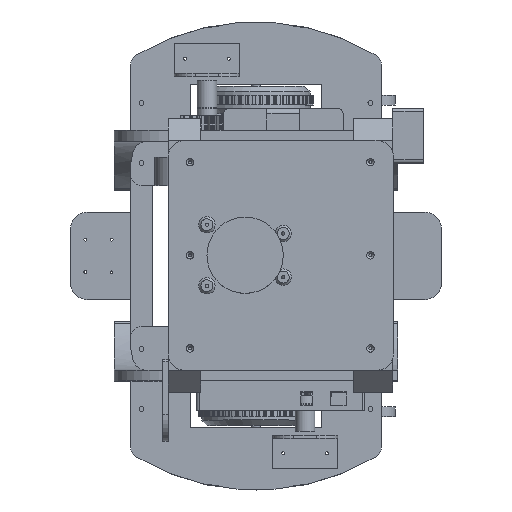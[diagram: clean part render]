
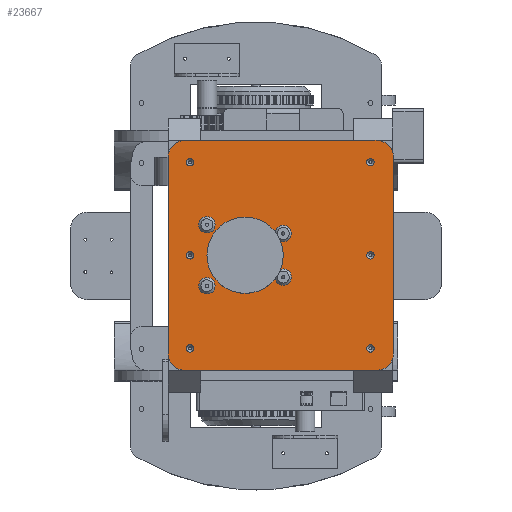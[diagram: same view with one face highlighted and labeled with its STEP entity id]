
A CAD part, top view. The second image highlights one B-rep face of the part: STEP entity #23667.
In plain terms, the highlighted planar face has unit normal (0, 0, 1).
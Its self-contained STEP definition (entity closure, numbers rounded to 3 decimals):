
#578=FACE_BOUND('',#3740,.T.);
#579=FACE_BOUND('',#3741,.T.);
#580=FACE_BOUND('',#3742,.T.);
#581=FACE_BOUND('',#3743,.T.);
#582=FACE_BOUND('',#3744,.T.);
#583=FACE_BOUND('',#3745,.T.);
#584=FACE_BOUND('',#3746,.T.);
#585=FACE_BOUND('',#3747,.T.);
#586=FACE_BOUND('',#3748,.T.);
#587=FACE_BOUND('',#3749,.T.);
#1153=PLANE('',#25923);
#2318=FACE_OUTER_BOUND('',#3739,.T.);
#3739=EDGE_LOOP('',(#21063,#21064,#21065,#21066,#21067,#21068,#21069,#21070));
#3740=EDGE_LOOP('',(#21071));
#3741=EDGE_LOOP('',(#21072));
#3742=EDGE_LOOP('',(#21073));
#3743=EDGE_LOOP('',(#21074));
#3744=EDGE_LOOP('',(#21075));
#3745=EDGE_LOOP('',(#21076));
#3746=EDGE_LOOP('',(#21077));
#3747=EDGE_LOOP('',(#21078));
#3748=EDGE_LOOP('',(#21079));
#3749=EDGE_LOOP('',(#21080));
#5779=LINE('',#43878,#7825);
#5782=LINE('',#43884,#7828);
#5783=LINE('',#43888,#7829);
#5784=LINE('',#43892,#7830);
#7825=VECTOR('',#32073,10.);
#7828=VECTOR('',#32078,10.);
#7829=VECTOR('',#32081,10.);
#7830=VECTOR('',#32084,10.);
#9120=CIRCLE('',#25887,7.5);
#9124=CIRCLE('',#25894,7.5);
#9128=CIRCLE('',#25901,7.5);
#9132=CIRCLE('',#25908,7.5);
#9138=CIRCLE('',#25920,15.);
#9140=CIRCLE('',#25924,15.);
#9141=CIRCLE('',#25925,15.);
#9142=CIRCLE('',#25926,15.);
#9143=CIRCLE('',#25927,3.4);
#9144=CIRCLE('',#25928,3.4);
#9145=CIRCLE('',#25929,3.4);
#9146=CIRCLE('',#25930,3.4);
#9147=CIRCLE('',#25931,3.4);
#9148=CIRCLE('',#25932,3.4);
#11289=VERTEX_POINT('',#43806);
#11293=VERTEX_POINT('',#43819);
#11297=VERTEX_POINT('',#43832);
#11301=VERTEX_POINT('',#43845);
#11307=VERTEX_POINT('',#43868);
#11308=VERTEX_POINT('',#43869);
#11311=VERTEX_POINT('',#43877);
#11313=VERTEX_POINT('',#43883);
#11314=VERTEX_POINT('',#43885);
#11315=VERTEX_POINT('',#43887);
#11316=VERTEX_POINT('',#43889);
#11317=VERTEX_POINT('',#43891);
#11318=VERTEX_POINT('',#43894);
#11319=VERTEX_POINT('',#43896);
#11320=VERTEX_POINT('',#43898);
#11321=VERTEX_POINT('',#43900);
#11322=VERTEX_POINT('',#43902);
#11323=VERTEX_POINT('',#43904);
#14577=EDGE_CURVE('',#11289,#11289,#9120,.T.);
#14583=EDGE_CURVE('',#11293,#11293,#9124,.T.);
#14589=EDGE_CURVE('',#11297,#11297,#9128,.T.);
#14595=EDGE_CURVE('',#11301,#11301,#9132,.T.);
#14605=EDGE_CURVE('',#11307,#11308,#9138,.T.);
#14609=EDGE_CURVE('',#11311,#11308,#5779,.F.);
#14612=EDGE_CURVE('',#11307,#11313,#5782,.T.);
#14613=EDGE_CURVE('',#11314,#11313,#9140,.T.);
#14614=EDGE_CURVE('',#11314,#11315,#5783,.T.);
#14615=EDGE_CURVE('',#11316,#11315,#9141,.T.);
#14616=EDGE_CURVE('',#11316,#11317,#5784,.T.);
#14617=EDGE_CURVE('',#11311,#11317,#9142,.T.);
#14618=EDGE_CURVE('',#11318,#11318,#9143,.T.);
#14619=EDGE_CURVE('',#11319,#11319,#9144,.T.);
#14620=EDGE_CURVE('',#11320,#11320,#9145,.T.);
#14621=EDGE_CURVE('',#11321,#11321,#9146,.T.);
#14622=EDGE_CURVE('',#11322,#11322,#9147,.T.);
#14623=EDGE_CURVE('',#11323,#11323,#9148,.T.);
#21063=ORIENTED_EDGE('',*,*,#14605,.F.);
#21064=ORIENTED_EDGE('',*,*,#14612,.T.);
#21065=ORIENTED_EDGE('',*,*,#14613,.F.);
#21066=ORIENTED_EDGE('',*,*,#14614,.T.);
#21067=ORIENTED_EDGE('',*,*,#14615,.F.);
#21068=ORIENTED_EDGE('',*,*,#14616,.T.);
#21069=ORIENTED_EDGE('',*,*,#14617,.F.);
#21070=ORIENTED_EDGE('',*,*,#14609,.T.);
#21071=ORIENTED_EDGE('',*,*,#14595,.T.);
#21072=ORIENTED_EDGE('',*,*,#14589,.T.);
#21073=ORIENTED_EDGE('',*,*,#14577,.T.);
#21074=ORIENTED_EDGE('',*,*,#14583,.T.);
#21075=ORIENTED_EDGE('',*,*,#14618,.F.);
#21076=ORIENTED_EDGE('',*,*,#14619,.F.);
#21077=ORIENTED_EDGE('',*,*,#14620,.F.);
#21078=ORIENTED_EDGE('',*,*,#14621,.F.);
#21079=ORIENTED_EDGE('',*,*,#14622,.F.);
#21080=ORIENTED_EDGE('',*,*,#14623,.F.);
#23667=ADVANCED_FACE('',(#2318,#578,#579,#580,#581,#582,#583,#584,#585,
#586,#587),#1153,.T.);
#25887=AXIS2_PLACEMENT_3D('',#43808,#31989,#31990);
#25894=AXIS2_PLACEMENT_3D('',#43821,#32005,#32006);
#25901=AXIS2_PLACEMENT_3D('',#43834,#32021,#32022);
#25908=AXIS2_PLACEMENT_3D('',#43847,#32037,#32038);
#25920=AXIS2_PLACEMENT_3D('',#43870,#32065,#32066);
#25923=AXIS2_PLACEMENT_3D('',#43882,#32076,#32077);
#25924=AXIS2_PLACEMENT_3D('',#43886,#32079,#32080);
#25925=AXIS2_PLACEMENT_3D('',#43890,#32082,#32083);
#25926=AXIS2_PLACEMENT_3D('',#43893,#32085,#32086);
#25927=AXIS2_PLACEMENT_3D('',#43895,#32087,#32088);
#25928=AXIS2_PLACEMENT_3D('',#43897,#32089,#32090);
#25929=AXIS2_PLACEMENT_3D('',#43899,#32091,#32092);
#25930=AXIS2_PLACEMENT_3D('',#43901,#32093,#32094);
#25931=AXIS2_PLACEMENT_3D('',#43903,#32095,#32096);
#25932=AXIS2_PLACEMENT_3D('',#43905,#32097,#32098);
#31989=DIRECTION('center_axis',(0.,0.,-1.));
#31990=DIRECTION('ref_axis',(-1.,0.,0.));
#32005=DIRECTION('center_axis',(0.,0.,-1.));
#32006=DIRECTION('ref_axis',(-1.,0.,0.));
#32021=DIRECTION('center_axis',(0.,0.,-1.));
#32022=DIRECTION('ref_axis',(-1.,0.,0.));
#32037=DIRECTION('center_axis',(0.,0.,-1.));
#32038=DIRECTION('ref_axis',(-1.,0.,0.));
#32065=DIRECTION('center_axis',(0.,0.,-1.));
#32066=DIRECTION('ref_axis',(0.707,0.707,0.));
#32073=DIRECTION('',(0.,-1.,0.));
#32076=DIRECTION('center_axis',(0.,0.,1.));
#32077=DIRECTION('ref_axis',(1.,0.,0.));
#32078=DIRECTION('',(-1.,0.,0.));
#32079=DIRECTION('center_axis',(0.,0.,-1.));
#32080=DIRECTION('ref_axis',(-0.707,0.707,0.));
#32081=DIRECTION('',(0.,-1.,0.));
#32082=DIRECTION('center_axis',(0.,0.,-1.));
#32083=DIRECTION('ref_axis',(-0.707,-0.707,0.));
#32084=DIRECTION('',(1.,0.,0.));
#32085=DIRECTION('center_axis',(0.,0.,-1.));
#32086=DIRECTION('ref_axis',(0.707,-0.707,0.));
#32087=DIRECTION('center_axis',(0.,0.,1.));
#32088=DIRECTION('ref_axis',(-1.,0.,0.));
#32089=DIRECTION('center_axis',(0.,0.,1.));
#32090=DIRECTION('ref_axis',(-1.,0.,0.));
#32091=DIRECTION('center_axis',(0.,0.,1.));
#32092=DIRECTION('ref_axis',(-1.,0.,0.));
#32093=DIRECTION('center_axis',(0.,0.,1.));
#32094=DIRECTION('ref_axis',(-1.,0.,0.));
#32095=DIRECTION('center_axis',(0.,0.,1.));
#32096=DIRECTION('ref_axis',(-1.,0.,0.));
#32097=DIRECTION('center_axis',(0.,0.,1.));
#32098=DIRECTION('ref_axis',(-1.,0.,0.));
#43806=CARTESIAN_POINT('',(-12.5,65.443,281.033));
#43808=CARTESIAN_POINT('Origin',(-20.,65.443,281.033));
#43819=CARTESIAN_POINT('',(-12.5,105.443,281.033));
#43821=CARTESIAN_POINT('Origin',(-20.,105.443,281.033));
#43832=CARTESIAN_POINT('',(-82.5,113.443,281.033));
#43834=CARTESIAN_POINT('Origin',(-90.,113.443,281.033));
#43845=CARTESIAN_POINT('',(-82.5,57.443,281.033));
#43847=CARTESIAN_POINT('Origin',(-90.,57.443,281.033));
#43868=CARTESIAN_POINT('',(66.,190.786,281.033));
#43869=CARTESIAN_POINT('',(81.,175.786,281.033));
#43870=CARTESIAN_POINT('Origin',(66.,175.786,281.033));
#43877=CARTESIAN_POINT('',(81.,-5.,281.033));
#43878=CARTESIAN_POINT('',(81.,32.697,281.033));
#43882=CARTESIAN_POINT('Origin',(-22.753,85.393,281.033));
#43883=CARTESIAN_POINT('',(-110.506,190.786,281.033));
#43884=CARTESIAN_POINT('',(-125.506,190.786,281.033));
#43885=CARTESIAN_POINT('',(-125.506,175.786,281.033));
#43886=CARTESIAN_POINT('Origin',(-110.506,175.786,281.033));
#43887=CARTESIAN_POINT('',(-125.506,-5.,281.033));
#43888=CARTESIAN_POINT('',(-125.506,-20.,281.033));
#43889=CARTESIAN_POINT('',(-110.506,-20.,281.033));
#43890=CARTESIAN_POINT('Origin',(-110.506,-5.,281.033));
#43891=CARTESIAN_POINT('',(66.,-20.,281.033));
#43892=CARTESIAN_POINT('',(80.,-20.,281.033));
#43893=CARTESIAN_POINT('Origin',(66.,-5.,281.033));
#43894=CARTESIAN_POINT('',(63.4,85.393,281.033));
#43895=CARTESIAN_POINT('Origin',(60.,85.393,281.033));
#43896=CARTESIAN_POINT('',(-102.106,0.,281.033));
#43897=CARTESIAN_POINT('Origin',(-105.506,0.,281.033));
#43898=CARTESIAN_POINT('',(-102.106,170.786,281.033));
#43899=CARTESIAN_POINT('Origin',(-105.506,170.786,281.033));
#43900=CARTESIAN_POINT('',(-102.106,85.393,281.033));
#43901=CARTESIAN_POINT('Origin',(-105.506,85.393,281.033));
#43902=CARTESIAN_POINT('',(63.4,0.,281.033));
#43903=CARTESIAN_POINT('Origin',(60.,0.,281.033));
#43904=CARTESIAN_POINT('',(63.4,170.786,281.033));
#43905=CARTESIAN_POINT('Origin',(60.,170.786,281.033));
